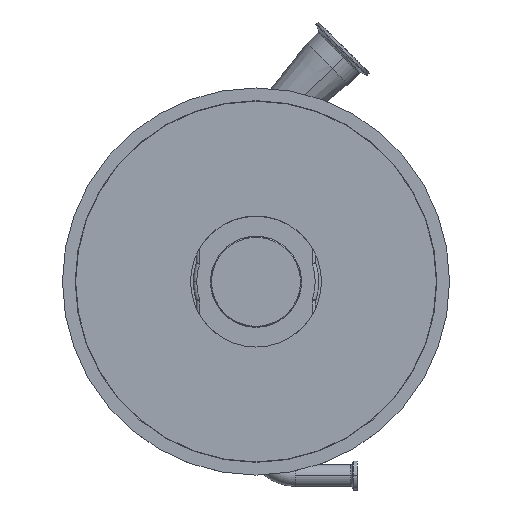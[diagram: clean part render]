
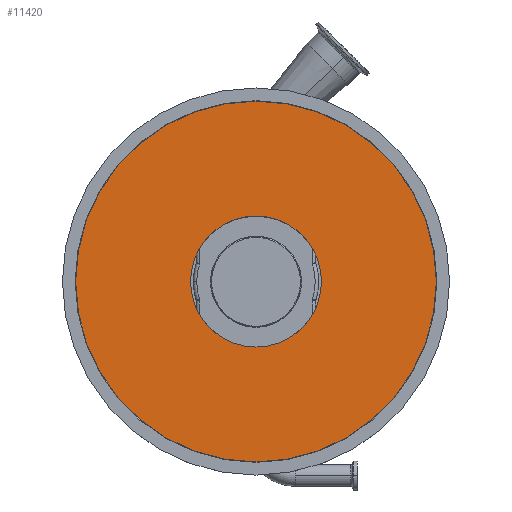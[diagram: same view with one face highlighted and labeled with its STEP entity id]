
A CAD part, top view. The second image highlights one B-rep face of the part: STEP entity #11420.
In plain terms, the highlighted planar face has unit normal (0, 0, 1).
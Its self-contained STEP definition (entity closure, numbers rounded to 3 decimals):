
#39 = CARTESIAN_POINT ( 'NONE',  ( -158.4, 0., -9. ) ) ;
#979 = CARTESIAN_POINT ( 'NONE',  ( 0., 0., -9. ) ) ;
#1560 = EDGE_LOOP ( 'NONE', ( #11582, #9631 ) ) ;
#2382 = AXIS2_PLACEMENT_3D ( 'NONE', #13031, #7058, #12183 ) ;
#2433 = CARTESIAN_POINT ( 'NONE',  ( 158.4, 0., -9. ) ) ;
#2649 = FACE_BOUND ( 'NONE', #10655, .T. ) ;
#2769 = DIRECTION ( 'NONE',  ( 1., 0., 0. ) ) ;
#2912 = ORIENTED_EDGE ( 'NONE', *, *, #12350, .F. ) ;
#3442 = CARTESIAN_POINT ( 'NONE',  ( 57.5, 0., -9. ) ) ;
#3482 = EDGE_CURVE ( 'NONE', #3976, #10728, #12613, .T. ) ;
#3958 = DIRECTION ( 'NONE',  ( 1., 0., 0. ) ) ;
#3976 = VERTEX_POINT ( 'NONE', #2433 ) ;
#4272 = AXIS2_PLACEMENT_3D ( 'NONE', #4954, #6061, #3958 ) ;
#4325 = CARTESIAN_POINT ( 'NONE',  ( 0., 0., -9. ) ) ;
#4367 = ORIENTED_EDGE ( 'NONE', *, *, #10628, .F. ) ;
#4813 = CARTESIAN_POINT ( 'NONE',  ( -57.5, 0., -9. ) ) ;
#4954 = CARTESIAN_POINT ( 'NONE',  ( 0., 0., -9. ) ) ;
#5194 = VERTEX_POINT ( 'NONE', #3442 ) ;
#6033 = DIRECTION ( 'NONE',  ( 0., 0., 1. ) ) ;
#6061 = DIRECTION ( 'NONE',  ( 0., 0., 1. ) ) ;
#6537 = FACE_OUTER_BOUND ( 'NONE', #1560, .T. ) ;
#7058 = DIRECTION ( 'NONE',  ( 0., 0., 1. ) ) ;
#7067 = DIRECTION ( 'NONE',  ( 0., 0., 1. ) ) ;
#7237 = DIRECTION ( 'NONE',  ( 1., 0., 0. ) ) ;
#7731 = PLANE ( 'NONE',  #10389 ) ;
#7842 = CIRCLE ( 'NONE', #12732, 57.5 ) ;
#8750 = CARTESIAN_POINT ( 'NONE',  ( 0., 0., -9. ) ) ;
#9622 = AXIS2_PLACEMENT_3D ( 'NONE', #4325, #6033, #7237 ) ;
#9631 = ORIENTED_EDGE ( 'NONE', *, *, #11819, .T. ) ;
#9741 = CIRCLE ( 'NONE', #4272, 57.5 ) ;
#9969 = CIRCLE ( 'NONE', #2382, 158.4 ) ;
#10389 = AXIS2_PLACEMENT_3D ( 'NONE', #8750, #11786, #11657 ) ;
#10628 = EDGE_CURVE ( 'NONE', #11795, #5194, #7842, .T. ) ;
#10655 = EDGE_LOOP ( 'NONE', ( #2912, #4367 ) ) ;
#10728 = VERTEX_POINT ( 'NONE', #39 ) ;
#11420 = ADVANCED_FACE ( 'NONE', ( #6537, #2649 ), #7731, .T. ) ;
#11582 = ORIENTED_EDGE ( 'NONE', *, *, #3482, .T. ) ;
#11657 = DIRECTION ( 'NONE',  ( 1., 0., 0. ) ) ;
#11786 = DIRECTION ( 'NONE',  ( 0., 0., 1. ) ) ;
#11795 = VERTEX_POINT ( 'NONE', #4813 ) ;
#11819 = EDGE_CURVE ( 'NONE', #10728, #3976, #9969, .T. ) ;
#12183 = DIRECTION ( 'NONE',  ( 1., 0., 0. ) ) ;
#12350 = EDGE_CURVE ( 'NONE', #5194, #11795, #9741, .T. ) ;
#12613 = CIRCLE ( 'NONE', #9622, 158.4 ) ;
#12732 = AXIS2_PLACEMENT_3D ( 'NONE', #979, #7067, #2769 ) ;
#13031 = CARTESIAN_POINT ( 'NONE',  ( 0., 0., -9. ) ) ;
